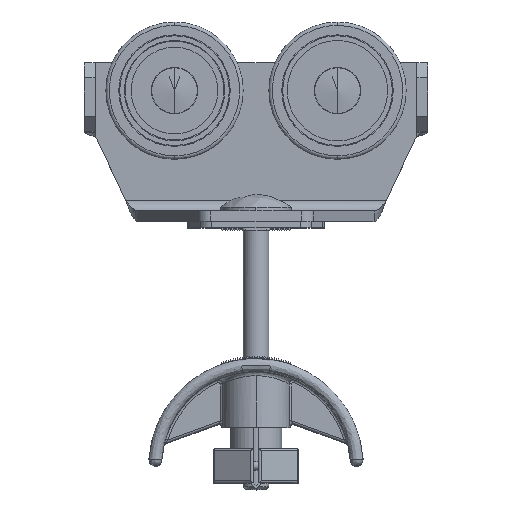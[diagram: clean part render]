
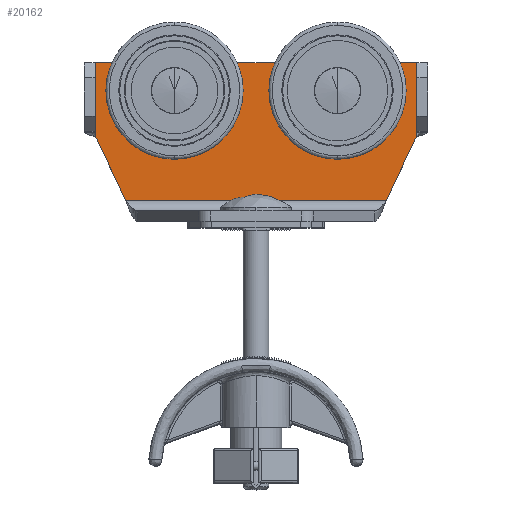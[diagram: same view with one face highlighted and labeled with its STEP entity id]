
A CAD part, top view. The second image highlights one B-rep face of the part: STEP entity #20162.
In plain terms, the highlighted planar face has unit normal (0, 0, 1).
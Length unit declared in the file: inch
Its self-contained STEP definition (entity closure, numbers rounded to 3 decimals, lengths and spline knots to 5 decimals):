
#150 = VERTEX_POINT ( 'NONE', #42712 ) ;
#561 = CARTESIAN_POINT ( 'NONE',  ( 1.47638, 0.78109, -1.33858 ) ) ;
#1443 = DIRECTION ( 'NONE',  ( 0., 0., -1. ) ) ;
#1520 = AXIS2_PLACEMENT_3D ( 'NONE', #51498, #14366, #14622 ) ;
#3136 = EDGE_CURVE ( 'NONE', #36929, #150, #9714, .T. ) ;
#3168 = VECTOR ( 'NONE', #41856, 39.37008 ) ;
#3480 = DIRECTION ( 'NONE',  ( 0., -1., 0. ) ) ;
#4552 = CARTESIAN_POINT ( 'NONE',  ( -1.19524, 0.19685, -1.33858 ) ) ;
#4593 = AXIS2_PLACEMENT_3D ( 'NONE', #25561, #5420, #16796 ) ;
#5420 = DIRECTION ( 'NONE',  ( 0., 0., 1. ) ) ;
#5483 = LINE ( 'NONE', #47345, #12479 ) ;
#5580 = LINE ( 'NONE', #46624, #3168 ) ;
#6110 = EDGE_CURVE ( 'NONE', #18960, #44419, #5580, .T. ) ;
#6432 = ORIENTED_EDGE ( 'NONE', *, *, #30656, .F. ) ;
#6899 = DIRECTION ( 'NONE',  ( 0., 1., 0. ) ) ;
#7073 = VERTEX_POINT ( 'NONE', #52005 ) ;
#7463 = CIRCLE ( 'NONE', #1520, 0.28839 ) ;
#8836 = ORIENTED_EDGE ( 'NONE', *, *, #28224, .F. ) ;
#9146 = CARTESIAN_POINT ( 'NONE',  ( -1.47638, 0.70988, -1.33858 ) ) ;
#9714 = LINE ( 'NONE', #42033, #17504 ) ;
#10224 = DIRECTION ( 'NONE',  ( 1., 0., 0. ) ) ;
#10471 = VECTOR ( 'NONE', #46378, 39.37008 ) ;
#10867 = CIRCLE ( 'NONE', #11719, 0.28839 ) ;
#10991 = AXIS2_PLACEMENT_3D ( 'NONE', #40612, #48868, #12549 ) ;
#11719 = AXIS2_PLACEMENT_3D ( 'NONE', #17363, #21633, #46498 ) ;
#11812 = AXIS2_PLACEMENT_3D ( 'NONE', #34189, #46921, #6899 ) ;
#11893 = ORIENTED_EDGE ( 'NONE', *, *, #41077, .F. ) ;
#12479 = VECTOR ( 'NONE', #10224, 39.37008 ) ;
#12549 = DIRECTION ( 'NONE',  ( 0., 1., 0. ) ) ;
#14307 = CARTESIAN_POINT ( 'NONE',  ( 1.47638, 0.82254, -1.33858 ) ) ;
#14366 = DIRECTION ( 'NONE',  ( 0., 0., 1. ) ) ;
#14397 = CIRCLE ( 'NONE', #10991, 0.11811 ) ;
#14622 = DIRECTION ( 'NONE',  ( 0., 1., 0. ) ) ;
#15603 = VECTOR ( 'NONE', #31529, 39.37008 ) ;
#16790 = ORIENTED_EDGE ( 'NONE', *, *, #49628, .F. ) ;
#16796 = DIRECTION ( 'NONE',  ( 0., 1., 0. ) ) ;
#17363 = CARTESIAN_POINT ( 'NONE',  ( 0.74803, 1.20201, -1.33858 ) ) ;
#17504 = VECTOR ( 'NONE', #33562, 39.37008 ) ;
#17589 = DIRECTION ( 'NONE',  ( 0., 1., 0. ) ) ;
#17591 = VERTEX_POINT ( 'NONE', #38069 ) ;
#18017 = LINE ( 'NONE', #26775, #10471 ) ;
#18591 = CIRCLE ( 'NONE', #11812, 0.28839 ) ;
#18960 = VERTEX_POINT ( 'NONE', #29877 ) ;
#19321 = EDGE_CURVE ( 'NONE', #37041, #7073, #22336, .T. ) ;
#20162 = ADVANCED_FACE ( 'NONE', ( #29521 ), #25551, .F. ) ;
#20310 = ORIENTED_EDGE ( 'NONE', *, *, #19321, .T. ) ;
#20990 = EDGE_CURVE ( 'NONE', #34589, #36459, #40267, .T. ) ;
#21457 = CARTESIAN_POINT ( 'NONE',  ( -0.61507, 1.45791, -1.33858 ) ) ;
#21578 = CARTESIAN_POINT ( 'NONE',  ( 1.57061, 0.70988, -1.33858 ) ) ;
#21610 = EDGE_CURVE ( 'NONE', #29695, #17591, #43470, .T. ) ;
#21633 = DIRECTION ( 'NONE',  ( 0., 0., 1. ) ) ;
#22281 = DIRECTION ( 'NONE',  ( 1., 0., 0. ) ) ;
#22336 = LINE ( 'NONE', #25541, #35576 ) ;
#22547 = CARTESIAN_POINT ( 'NONE',  ( 2.40402, 0.19685, -1.33858 ) ) ;
#23008 = VECTOR ( 'NONE', #25325, 39.37008 ) ;
#23606 = EDGE_CURVE ( 'NONE', #36459, #32693, #26765, .T. ) ;
#23829 = DIRECTION ( 'NONE',  ( 0., 0., 1. ) ) ;
#24770 = ORIENTED_EDGE ( 'NONE', *, *, #50491, .T. ) ;
#24850 = VERTEX_POINT ( 'NONE', #14307 ) ;
#25325 = DIRECTION ( 'NONE',  ( 0., 1., 0. ) ) ;
#25541 = CARTESIAN_POINT ( 'NONE',  ( 0.5242, -1.21102, -1.33858 ) ) ;
#25551 = PLANE ( 'NONE',  #45004 ) ;
#25561 = CARTESIAN_POINT ( 'NONE',  ( 1.57061, 0.70988, -1.33858 ) ) ;
#26001 = VERTEX_POINT ( 'NONE', #561 ) ;
#26765 = CIRCLE ( 'NONE', #43676, 0.28839 ) ;
#26775 = CARTESIAN_POINT ( 'NONE',  ( 1.47638, 0.70988, -1.33858 ) ) ;
#27026 = ORIENTED_EDGE ( 'NONE', *, *, #6110, .T. ) ;
#27170 = CARTESIAN_POINT ( 'NONE',  ( 1.47638, 1.45791, -1.33858 ) ) ;
#28224 = EDGE_CURVE ( 'NONE', #26001, #7073, #40944, .T. ) ;
#29521 = FACE_OUTER_BOUND ( 'NONE', #46457, .T. ) ;
#29561 = EDGE_CURVE ( 'NONE', #24850, #26001, #44511, .T. ) ;
#29695 = VERTEX_POINT ( 'NONE', #21457 ) ;
#29877 = CARTESIAN_POINT ( 'NONE',  ( -1.46399, 0.7607, -1.33858 ) ) ;
#30088 = ORIENTED_EDGE ( 'NONE', *, *, #23606, .F. ) ;
#30656 = EDGE_CURVE ( 'NONE', #33076, #39276, #5483, .T. ) ;
#30666 = VECTOR ( 'NONE', #22281, 39.37008 ) ;
#31529 = DIRECTION ( 'NONE',  ( 1., 0., 0. ) ) ;
#31736 = EDGE_CURVE ( 'NONE', #32693, #29695, #7463, .T. ) ;
#32693 = VERTEX_POINT ( 'NONE', #38156 ) ;
#33076 = VERTEX_POINT ( 'NONE', #41215 ) ;
#33373 = EDGE_CURVE ( 'NONE', #36929, #18960, #14397, .T. ) ;
#33562 = DIRECTION ( 'NONE',  ( 0., 1., 0. ) ) ;
#33784 = EDGE_CURVE ( 'NONE', #50923, #33076, #10867, .T. ) ;
#34189 = CARTESIAN_POINT ( 'NONE',  ( 0.74803, 1.20201, -1.33858 ) ) ;
#34589 = VERTEX_POINT ( 'NONE', #35087 ) ;
#35087 = CARTESIAN_POINT ( 'NONE',  ( -1.47638, 1.45791, -1.33858 ) ) ;
#35576 = VECTOR ( 'NONE', #37712, 39.37008 ) ;
#35727 = DIRECTION ( 'NONE',  ( 0., 1., 0. ) ) ;
#36459 = VERTEX_POINT ( 'NONE', #42699 ) ;
#36556 = DIRECTION ( 'NONE',  ( 1., 0., 0. ) ) ;
#36742 = CARTESIAN_POINT ( 'NONE',  ( 0.74803, 0.91362, -1.33858 ) ) ;
#36929 = VERTEX_POINT ( 'NONE', #48941 ) ;
#37041 = VERTEX_POINT ( 'NONE', #44394 ) ;
#37712 = DIRECTION ( 'NONE',  ( 0.43, 0.903, 0. ) ) ;
#37719 = ORIENTED_EDGE ( 'NONE', *, *, #33784, .F. ) ;
#38069 = CARTESIAN_POINT ( 'NONE',  ( 0.61507, 1.45791, -1.33858 ) ) ;
#38156 = CARTESIAN_POINT ( 'NONE',  ( -0.74803, 0.91362, -1.33858 ) ) ;
#39227 = ORIENTED_EDGE ( 'NONE', *, *, #3136, .F. ) ;
#39276 = VERTEX_POINT ( 'NONE', #27170 ) ;
#39751 = CARTESIAN_POINT ( 'NONE',  ( 1.57061, 1.45791, -1.33858 ) ) ;
#40267 = LINE ( 'NONE', #48774, #46009 ) ;
#40612 = CARTESIAN_POINT ( 'NONE',  ( -1.57061, 0.70988, -1.33858 ) ) ;
#40944 = CIRCLE ( 'NONE', #4593, 0.11811 ) ;
#41077 = EDGE_CURVE ( 'NONE', #39276, #24850, #18017, .T. ) ;
#41215 = CARTESIAN_POINT ( 'NONE',  ( 0.88099, 1.45791, -1.33858 ) ) ;
#41277 = ORIENTED_EDGE ( 'NONE', *, *, #31736, .F. ) ;
#41856 = DIRECTION ( 'NONE',  ( 0.43, -0.903, 0. ) ) ;
#42033 = CARTESIAN_POINT ( 'NONE',  ( -1.47638, 0.70988, -1.33858 ) ) ;
#42147 = LINE ( 'NONE', #22547, #30666 ) ;
#42699 = CARTESIAN_POINT ( 'NONE',  ( -0.88099, 1.45791, -1.33858 ) ) ;
#42712 = CARTESIAN_POINT ( 'NONE',  ( -1.47638, 0.82254, -1.33858 ) ) ;
#43470 = LINE ( 'NONE', #39751, #15603 ) ;
#43676 = AXIS2_PLACEMENT_3D ( 'NONE', #52492, #23829, #35727 ) ;
#44394 = CARTESIAN_POINT ( 'NONE',  ( 1.19524, 0.19685, -1.33858 ) ) ;
#44419 = VERTEX_POINT ( 'NONE', #4552 ) ;
#44511 = LINE ( 'NONE', #48509, #51298 ) ;
#45004 = AXIS2_PLACEMENT_3D ( 'NONE', #21578, #1443, #17589 ) ;
#45101 = ORIENTED_EDGE ( 'NONE', *, *, #20990, .F. ) ;
#45162 = ORIENTED_EDGE ( 'NONE', *, *, #21610, .F. ) ;
#46009 = VECTOR ( 'NONE', #36556, 39.37008 ) ;
#46202 = EDGE_CURVE ( 'NONE', #17591, #50923, #18591, .T. ) ;
#46378 = DIRECTION ( 'NONE',  ( 0., -1., 0. ) ) ;
#46457 = EDGE_LOOP ( 'NONE', ( #45101, #16790, #39227, #51213, #27026, #24770, #20310, #8836, #51800, #11893, #6432, #37719, #47416, #45162, #41277, #30088 ) ) ;
#46498 = DIRECTION ( 'NONE',  ( 0., 1., 0. ) ) ;
#46624 = CARTESIAN_POINT ( 'NONE',  ( -0.5242, -1.21102, -1.33858 ) ) ;
#46921 = DIRECTION ( 'NONE',  ( 0., 0., 1. ) ) ;
#47345 = CARTESIAN_POINT ( 'NONE',  ( 1.57061, 1.45791, -1.33858 ) ) ;
#47416 = ORIENTED_EDGE ( 'NONE', *, *, #46202, .F. ) ;
#48509 = CARTESIAN_POINT ( 'NONE',  ( 1.47638, 0.80181, -1.33858 ) ) ;
#48774 = CARTESIAN_POINT ( 'NONE',  ( 1.57061, 1.45791, -1.33858 ) ) ;
#48868 = DIRECTION ( 'NONE',  ( 0., 0., -1. ) ) ;
#48941 = CARTESIAN_POINT ( 'NONE',  ( -1.47638, 0.78109, -1.33858 ) ) ;
#49628 = EDGE_CURVE ( 'NONE', #150, #34589, #50236, .T. ) ;
#50236 = LINE ( 'NONE', #9146, #23008 ) ;
#50491 = EDGE_CURVE ( 'NONE', #44419, #37041, #42147, .T. ) ;
#50923 = VERTEX_POINT ( 'NONE', #36742 ) ;
#51213 = ORIENTED_EDGE ( 'NONE', *, *, #33373, .T. ) ;
#51298 = VECTOR ( 'NONE', #3480, 39.37008 ) ;
#51498 = CARTESIAN_POINT ( 'NONE',  ( -0.74803, 1.20201, -1.33858 ) ) ;
#51800 = ORIENTED_EDGE ( 'NONE', *, *, #29561, .F. ) ;
#52005 = CARTESIAN_POINT ( 'NONE',  ( 1.46399, 0.7607, -1.33858 ) ) ;
#52492 = CARTESIAN_POINT ( 'NONE',  ( -0.74803, 1.20201, -1.33858 ) ) ;
